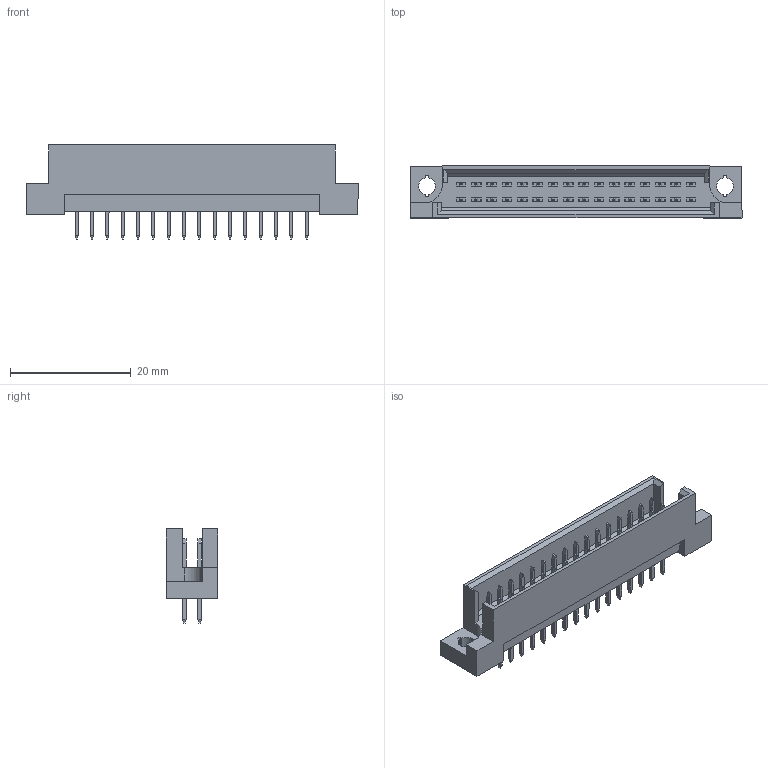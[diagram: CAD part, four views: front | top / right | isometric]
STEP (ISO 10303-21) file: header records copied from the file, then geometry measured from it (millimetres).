
FILE_DESCRIPTION (( 'STEP AP214' ), '1' );
FILE_NAME ('9001-37321C00A.STEP', '2020-11-27T07:11:20', ( '' ), ( '' ), 'SwSTEP 2.0', 'SolidWorks 2011', '' );
FILE_SCHEMA (( 'AUTOMOTIVE_DESIGN' ));
Length unit declared in the file: millimetre
Products named in the file (1): 9001-37321C00A
Bounding box: 55 x 8.6 x 15.6 mm (x, y, z)
Volume: 2588.8 mm3; surface area: 3459.6 mm2
Topology: 1 solids, 1 shells, 797 faces, 2177 edges, 1450 vertices
Faces by surface type: plane 791, cylinder 6
Entity records: 33480 total; most frequent: CARTESIAN_POINT 4425, ORIENTED_EDGE 4354, DIRECTION 3785, EDGE_CURVE 2177, VECTOR 2165, LINE 2165, VERTEX_POINT 1450, EDGE_LOOP 869
